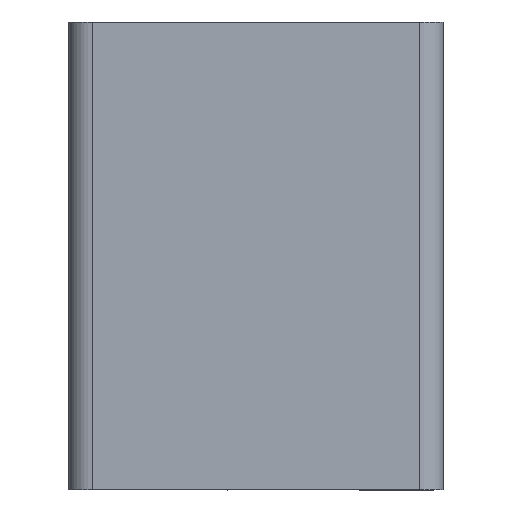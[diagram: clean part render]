
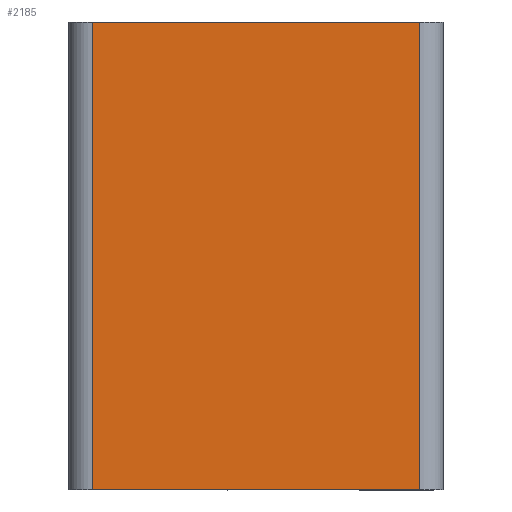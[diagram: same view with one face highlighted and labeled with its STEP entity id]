
A CAD part, top view. The second image highlights one B-rep face of the part: STEP entity #2185.
In plain terms, the highlighted planar face has unit normal (0, 0, 1).
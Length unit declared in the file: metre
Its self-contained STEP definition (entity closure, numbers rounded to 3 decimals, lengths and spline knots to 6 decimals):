
#47=PLANE('',#2392);
#140=FACE_OUTER_BOUND('',#252,.T.);
#252=EDGE_LOOP('',(#1656,#1657,#1658,#1659));
#422=LINE('',#3521,#642);
#424=LINE('',#3527,#644);
#425=LINE('',#3529,#645);
#426=LINE('',#3530,#646);
#642=VECTOR('',#2862,0.1);
#644=VECTOR('',#2868,0.07);
#645=VECTOR('',#2869,0.1);
#646=VECTOR('',#2870,0.07);
#983=VERTEX_POINT('',#3518);
#984=VERTEX_POINT('',#3520);
#986=VERTEX_POINT('',#3526);
#987=VERTEX_POINT('',#3528);
#1263=EDGE_CURVE('',#984,#983,#422,.T.);
#1266=EDGE_CURVE('',#983,#986,#424,.T.);
#1267=EDGE_CURVE('',#987,#986,#425,.T.);
#1268=EDGE_CURVE('',#984,#987,#426,.T.);
#1656=ORIENTED_EDGE('',*,*,#1266,.T.);
#1657=ORIENTED_EDGE('',*,*,#1267,.F.);
#1658=ORIENTED_EDGE('',*,*,#1268,.F.);
#1659=ORIENTED_EDGE('',*,*,#1263,.T.);
#2185=ADVANCED_FACE('',(#140),#47,.F.);
#2392=AXIS2_PLACEMENT_3D('',#3525,#2866,#2867);
#2862=DIRECTION('',(0.,-1.,0.));
#2866=DIRECTION('center_axis',(0.,0.,-1.));
#2867=DIRECTION('ref_axis',(-1.,0.,0.));
#2868=DIRECTION('',(1.,0.,0.));
#2869=DIRECTION('',(0.,-1.,0.));
#2870=DIRECTION('',(1.,0.,0.));
#3518=CARTESIAN_POINT('',(-0.027558,0.,0.060907));
#3520=CARTESIAN_POINT('',(-0.027558,0.1,0.060907));
#3521=CARTESIAN_POINT('',(-0.027558,0.1,0.060907));
#3525=CARTESIAN_POINT('Origin',(-0.027558,0.1,0.060907));
#3526=CARTESIAN_POINT('',(0.042442,0.,0.060907));
#3527=CARTESIAN_POINT('',(-0.027558,0.,0.060907));
#3528=CARTESIAN_POINT('',(0.042442,0.1,0.060907));
#3529=CARTESIAN_POINT('',(0.042442,0.1,0.060907));
#3530=CARTESIAN_POINT('',(-0.027558,0.1,0.060907));
